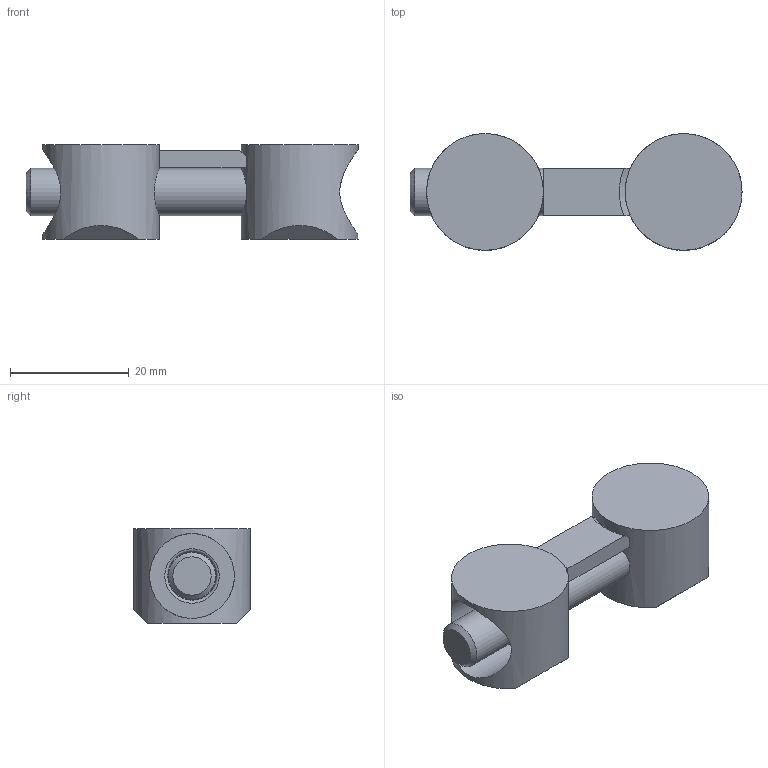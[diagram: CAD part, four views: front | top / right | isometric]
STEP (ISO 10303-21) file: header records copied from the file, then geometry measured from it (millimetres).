
FILE_DESCRIPTION(/* description */ ('STEP AP214'),/* implementation_level */ '2;1');
FILE_NAME(/* name */ '1025205.stp',/* time_stamp */ '2024-05-06T12:27:16+02:00',/* author */ ('b.steehouwer'),/* organization */ ('CADENAS'),/* preprocessor_version */ 'ST-DEVELOPER v18.1',/* originating_system */ 'Autodesk Inventor 2021',/* authorisation */ ' ');
FILE_SCHEMA (('AUTOMOTIVE_DESIGN { 1 0 10303 214 3 1 1 }'));
Length unit declared in the file: millimetre
Products named in the file (4): 1025205; 1025205-1; 1025205-2; 1025205-3
Assembly tree (3 placements, depth 2):
  1025205
    1025205-1
    1025205-2
    1025205-3
Bounding box: 56 x 19.7 x 16 mm (x, y, z)
Volume: 8440.2 mm3; surface area: 6077.8 mm2
Topology: 3 solids, 3 shells, 44 faces, 98 edges, 63 vertices
Faces by surface type: plane 30, cylinder 8, cone 3, torus 2, sphere 1
Full cylindrical faces by diameter (mm): 8 x1, 8.2 x2, 14 x1, 14.3 x2, 19.7 x2
Entity records: 1516 total; most frequent: CARTESIAN_POINT 351, DIRECTION 228, ORIENTED_EDGE 194, EDGE_CURVE 97, AXIS2_PLACEMENT_3D 90, VERTEX_POINT 63, EDGE_LOOP 52, LINE 48
